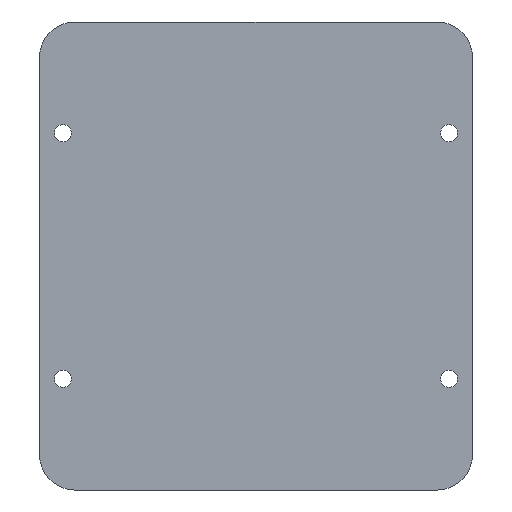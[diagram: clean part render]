
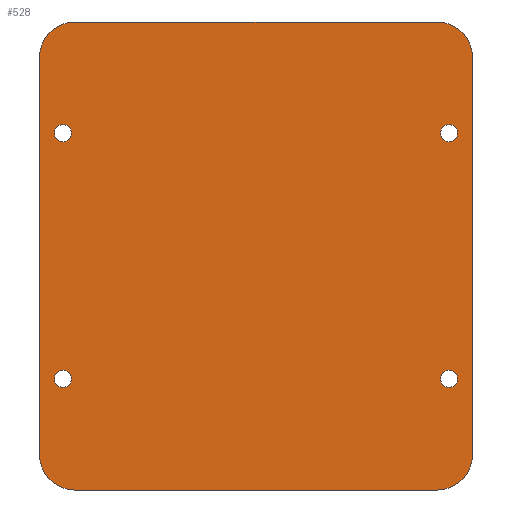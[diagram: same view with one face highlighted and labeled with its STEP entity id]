
A CAD part, front view. The second image highlights one B-rep face of the part: STEP entity #528.
In plain terms, the highlighted planar face has unit normal (0, -1, 0).
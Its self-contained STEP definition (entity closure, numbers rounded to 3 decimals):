
#3 = DIRECTION ( 'NONE',  ( 0., 0., 1. ) ) ;
#4 = AXIS2_PLACEMENT_3D ( 'NONE', #543, #561, #609 ) ;
#15 = CARTESIAN_POINT ( 'NONE',  ( -33., 0., 19.55 ) ) ;
#23 = CARTESIAN_POINT ( 'NONE',  ( -37., 0., -34. ) ) ;
#29 = ORIENTED_EDGE ( 'NONE', *, *, #681, .F. ) ;
#31 = CARTESIAN_POINT ( 'NONE',  ( 33., 0., 21. ) ) ;
#38 = CARTESIAN_POINT ( 'NONE',  ( 33., 0., 22.45 ) ) ;
#42 = AXIS2_PLACEMENT_3D ( 'NONE', #457, #511, #160 ) ;
#52 = CARTESIAN_POINT ( 'NONE',  ( 33., 0., -21. ) ) ;
#53 = AXIS2_PLACEMENT_3D ( 'NONE', #31, #375, #92 ) ;
#56 = FACE_OUTER_BOUND ( 'NONE', #76, .T. ) ;
#61 = CARTESIAN_POINT ( 'NONE',  ( 0., 0., 0. ) ) ;
#73 = DIRECTION ( 'NONE',  ( 1., 0., 0. ) ) ;
#76 = EDGE_LOOP ( 'NONE', ( #583, #549, #310, #623, #29, #527, #481, #156 ) ) ;
#79 = CARTESIAN_POINT ( 'NONE',  ( 37., 0., -40. ) ) ;
#88 = CARTESIAN_POINT ( 'NONE',  ( 31., 0., -40. ) ) ;
#90 = CARTESIAN_POINT ( 'NONE',  ( -33., 0., -21. ) ) ;
#91 = CARTESIAN_POINT ( 'NONE',  ( -37., 0., -40. ) ) ;
#92 = DIRECTION ( 'NONE',  ( 0., 0., 1. ) ) ;
#104 = DIRECTION ( 'NONE',  ( 0., 0., 1. ) ) ;
#111 = DIRECTION ( 'NONE',  ( 0., 0., 1. ) ) ;
#114 = DIRECTION ( 'NONE',  ( 0., 0., -1. ) ) ;
#115 = VECTOR ( 'NONE', #111, 1000. ) ;
#116 = DIRECTION ( 'NONE',  ( 0., 0., -1. ) ) ;
#119 = CIRCLE ( 'NONE', #542, 6. ) ;
#121 = CIRCLE ( 'NONE', #225, 6. ) ;
#143 = DIRECTION ( 'NONE',  ( 0., 0., 1. ) ) ;
#144 = DIRECTION ( 'NONE',  ( 0., 0., 1. ) ) ;
#146 = DIRECTION ( 'NONE',  ( 0., 1., 0. ) ) ;
#150 = AXIS2_PLACEMENT_3D ( 'NONE', #741, #213, #143 ) ;
#154 = ORIENTED_EDGE ( 'NONE', *, *, #476, .T. ) ;
#155 = CARTESIAN_POINT ( 'NONE',  ( -31., 0., -40. ) ) ;
#156 = ORIENTED_EDGE ( 'NONE', *, *, #179, .T. ) ;
#160 = DIRECTION ( 'NONE',  ( 0., 0., -1. ) ) ;
#162 = EDGE_CURVE ( 'NONE', #701, #280, #446, .T. ) ;
#165 = VERTEX_POINT ( 'NONE', #578 ) ;
#167 = CARTESIAN_POINT ( 'NONE',  ( -33., 0., 21. ) ) ;
#170 = CIRCLE ( 'NONE', #369, 1.45 ) ;
#179 = EDGE_CURVE ( 'NONE', #552, #419, #121, .T. ) ;
#189 = VECTOR ( 'NONE', #600, 1000. ) ;
#190 = FACE_BOUND ( 'NONE', #690, .T. ) ;
#192 = CARTESIAN_POINT ( 'NONE',  ( -33., 0., -22.45 ) ) ;
#195 = ORIENTED_EDGE ( 'NONE', *, *, #497, .T. ) ;
#205 = CARTESIAN_POINT ( 'NONE',  ( 37., 0., -34. ) ) ;
#213 = DIRECTION ( 'NONE',  ( 0., -1., 0. ) ) ;
#218 = EDGE_CURVE ( 'NONE', #674, #469, #398, .T. ) ;
#219 = EDGE_LOOP ( 'NONE', ( #449, #154 ) ) ;
#222 = DIRECTION ( 'NONE',  ( 0., 1., 0. ) ) ;
#225 = AXIS2_PLACEMENT_3D ( 'NONE', #352, #584, #3 ) ;
#232 = FACE_BOUND ( 'NONE', #692, .T. ) ;
#242 = CARTESIAN_POINT ( 'NONE',  ( -37., 0., 40. ) ) ;
#244 = DIRECTION ( 'NONE',  ( 0., 0., -1. ) ) ;
#251 = CIRCLE ( 'NONE', #150, 6. ) ;
#257 = VERTEX_POINT ( 'NONE', #724 ) ;
#258 = DIRECTION ( 'NONE',  ( 0., 1., 0. ) ) ;
#259 = VERTEX_POINT ( 'NONE', #192 ) ;
#273 = ORIENTED_EDGE ( 'NONE', *, *, #218, .T. ) ;
#275 = DIRECTION ( 'NONE',  ( 0., 0., 1. ) ) ;
#280 = VERTEX_POINT ( 'NONE', #652 ) ;
#284 = VECTOR ( 'NONE', #309, 1000. ) ;
#290 = CARTESIAN_POINT ( 'NONE',  ( -31., 0., 40. ) ) ;
#303 = ORIENTED_EDGE ( 'NONE', *, *, #575, .T. ) ;
#309 = DIRECTION ( 'NONE',  ( 0., 0., -1. ) ) ;
#310 = ORIENTED_EDGE ( 'NONE', *, *, #568, .F. ) ;
#337 = EDGE_CURVE ( 'NONE', #712, #453, #251, .T. ) ;
#338 = DIRECTION ( 'NONE',  ( 0., 0., 1. ) ) ;
#343 = EDGE_CURVE ( 'NONE', #576, #371, #119, .T. ) ;
#348 = LINE ( 'NONE', #242, #351 ) ;
#349 = PLANE ( 'NONE',  #682 ) ;
#351 = VECTOR ( 'NONE', #73, 1000. ) ;
#352 = CARTESIAN_POINT ( 'NONE',  ( -31., 0., -34. ) ) ;
#369 = AXIS2_PLACEMENT_3D ( 'NONE', #52, #515, #114 ) ;
#370 = EDGE_CURVE ( 'NONE', #259, #257, #739, .T. ) ;
#371 = VERTEX_POINT ( 'NONE', #205 ) ;
#375 = DIRECTION ( 'NONE',  ( 0., 1., 0. ) ) ;
#377 = DIRECTION ( 'NONE',  ( 0., 0., 1. ) ) ;
#387 = ORIENTED_EDGE ( 'NONE', *, *, #554, .T. ) ;
#398 = CIRCLE ( 'NONE', #581, 1.45 ) ;
#403 = DIRECTION ( 'NONE',  ( 0., 1., 0. ) ) ;
#407 = EDGE_LOOP ( 'NONE', ( #303, #195 ) ) ;
#416 = VERTEX_POINT ( 'NONE', #686 ) ;
#419 = VERTEX_POINT ( 'NONE', #155 ) ;
#420 = CARTESIAN_POINT ( 'NONE',  ( 33., 0., -21. ) ) ;
#446 = CIRCLE ( 'NONE', #696, 1.45 ) ;
#449 = ORIENTED_EDGE ( 'NONE', *, *, #162, .T. ) ;
#453 = VERTEX_POINT ( 'NONE', #749 ) ;
#457 = CARTESIAN_POINT ( 'NONE',  ( -33., 0., 21. ) ) ;
#462 = FACE_BOUND ( 'NONE', #219, .T. ) ;
#464 = DIRECTION ( 'NONE',  ( 0., 1., 0. ) ) ;
#469 = VERTEX_POINT ( 'NONE', #628 ) ;
#476 = EDGE_CURVE ( 'NONE', #280, #701, #727, .T. ) ;
#480 = FACE_BOUND ( 'NONE', #407, .T. ) ;
#481 = ORIENTED_EDGE ( 'NONE', *, *, #485, .F. ) ;
#485 = EDGE_CURVE ( 'NONE', #552, #453, #745, .T. ) ;
#490 = ORIENTED_EDGE ( 'NONE', *, *, #508, .T. ) ;
#492 = CIRCLE ( 'NONE', #504, 1.45 ) ;
#494 = LINE ( 'NONE', #79, #284 ) ;
#497 = EDGE_CURVE ( 'NONE', #562, #597, #492, .T. ) ;
#504 = AXIS2_PLACEMENT_3D ( 'NONE', #641, #222, #338 ) ;
#508 = EDGE_CURVE ( 'NONE', #469, #674, #170, .T. ) ;
#511 = DIRECTION ( 'NONE',  ( 0., 1., 0. ) ) ;
#515 = DIRECTION ( 'NONE',  ( 0., 1., 0. ) ) ;
#526 = CIRCLE ( 'NONE', #582, 6. ) ;
#527 = ORIENTED_EDGE ( 'NONE', *, *, #337, .T. ) ;
#528 = ADVANCED_FACE ( 'NONE', ( #56, #232, #462, #480, #190 ), #349, .F. ) ;
#534 = CARTESIAN_POINT ( 'NONE',  ( 33., 0., -22.45 ) ) ;
#542 = AXIS2_PLACEMENT_3D ( 'NONE', #608, #670, #377 ) ;
#543 = CARTESIAN_POINT ( 'NONE',  ( -33., 0., -21. ) ) ;
#549 = ORIENTED_EDGE ( 'NONE', *, *, #343, .T. ) ;
#552 = VERTEX_POINT ( 'NONE', #23 ) ;
#554 = EDGE_CURVE ( 'NONE', #257, #259, #616, .T. ) ;
#561 = DIRECTION ( 'NONE',  ( 0., 1., 0. ) ) ;
#562 = VERTEX_POINT ( 'NONE', #38 ) ;
#567 = DIRECTION ( 'NONE',  ( 0., -1., 0. ) ) ;
#568 = EDGE_CURVE ( 'NONE', #165, #371, #494, .T. ) ;
#575 = EDGE_CURVE ( 'NONE', #597, #562, #602, .T. ) ;
#576 = VERTEX_POINT ( 'NONE', #88 ) ;
#578 = CARTESIAN_POINT ( 'NONE',  ( 37., 0., 34. ) ) ;
#581 = AXIS2_PLACEMENT_3D ( 'NONE', #420, #258, #244 ) ;
#582 = AXIS2_PLACEMENT_3D ( 'NONE', #627, #567, #275 ) ;
#583 = ORIENTED_EDGE ( 'NONE', *, *, #747, .F. ) ;
#584 = DIRECTION ( 'NONE',  ( 0., -1., 0. ) ) ;
#597 = VERTEX_POINT ( 'NONE', #601 ) ;
#600 = DIRECTION ( 'NONE',  ( -1., 0., 0. ) ) ;
#601 = CARTESIAN_POINT ( 'NONE',  ( 33., 0., 19.55 ) ) ;
#602 = CIRCLE ( 'NONE', #53, 1.45 ) ;
#608 = CARTESIAN_POINT ( 'NONE',  ( 31., 0., -34. ) ) ;
#609 = DIRECTION ( 'NONE',  ( 0., 0., 1. ) ) ;
#614 = LINE ( 'NONE', #91, #189 ) ;
#616 = CIRCLE ( 'NONE', #4, 1.45 ) ;
#623 = ORIENTED_EDGE ( 'NONE', *, *, #642, .T. ) ;
#627 = CARTESIAN_POINT ( 'NONE',  ( 31., 0., 34. ) ) ;
#628 = CARTESIAN_POINT ( 'NONE',  ( 33., 0., -19.55 ) ) ;
#629 = AXIS2_PLACEMENT_3D ( 'NONE', #90, #146, #104 ) ;
#632 = CARTESIAN_POINT ( 'NONE',  ( -37., 0., -40. ) ) ;
#641 = CARTESIAN_POINT ( 'NONE',  ( 33., 0., 21. ) ) ;
#642 = EDGE_CURVE ( 'NONE', #165, #416, #526, .T. ) ;
#652 = CARTESIAN_POINT ( 'NONE',  ( -33., 0., 22.45 ) ) ;
#670 = DIRECTION ( 'NONE',  ( 0., -1., 0. ) ) ;
#674 = VERTEX_POINT ( 'NONE', #534 ) ;
#681 = EDGE_CURVE ( 'NONE', #712, #416, #348, .T. ) ;
#682 = AXIS2_PLACEMENT_3D ( 'NONE', #61, #464, #144 ) ;
#685 = ORIENTED_EDGE ( 'NONE', *, *, #370, .T. ) ;
#686 = CARTESIAN_POINT ( 'NONE',  ( 31., 0., 40. ) ) ;
#690 = EDGE_LOOP ( 'NONE', ( #273, #490 ) ) ;
#692 = EDGE_LOOP ( 'NONE', ( #685, #387 ) ) ;
#696 = AXIS2_PLACEMENT_3D ( 'NONE', #167, #403, #116 ) ;
#701 = VERTEX_POINT ( 'NONE', #15 ) ;
#712 = VERTEX_POINT ( 'NONE', #290 ) ;
#724 = CARTESIAN_POINT ( 'NONE',  ( -33., 0., -19.55 ) ) ;
#727 = CIRCLE ( 'NONE', #42, 1.45 ) ;
#739 = CIRCLE ( 'NONE', #629, 1.45 ) ;
#741 = CARTESIAN_POINT ( 'NONE',  ( -31., 0., 34. ) ) ;
#745 = LINE ( 'NONE', #632, #115 ) ;
#747 = EDGE_CURVE ( 'NONE', #576, #419, #614, .T. ) ;
#749 = CARTESIAN_POINT ( 'NONE',  ( -37., 0., 34. ) ) ;
